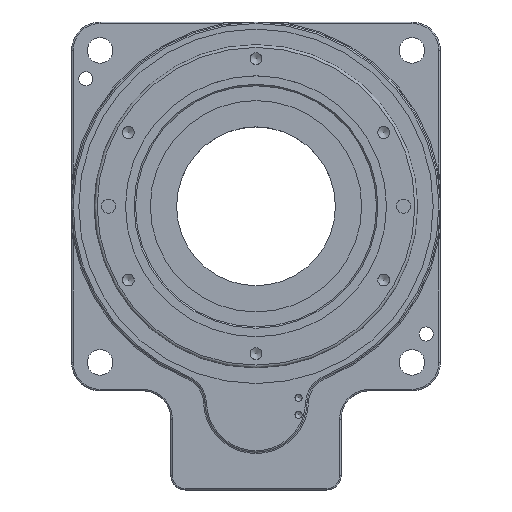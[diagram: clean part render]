
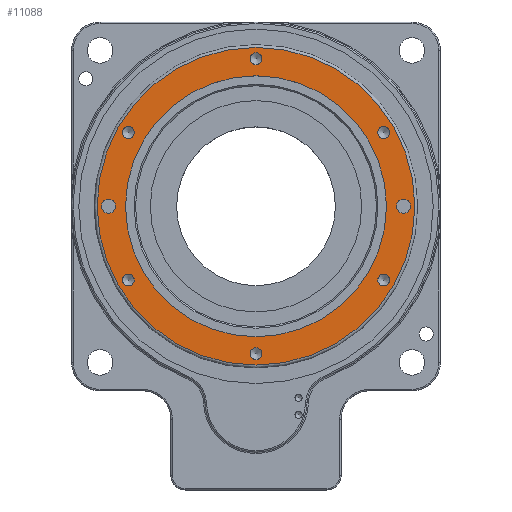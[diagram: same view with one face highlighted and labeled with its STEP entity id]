
A CAD part, top view. The second image highlights one B-rep face of the part: STEP entity #11088.
In plain terms, the highlighted planar face has unit normal (0, 0, 1).
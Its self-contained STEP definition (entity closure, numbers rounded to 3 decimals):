
#184=PLANE('',#11774);
#2657=ORIENTED_EDGE('',*,*,#4174,.T.);
#2658=ORIENTED_EDGE('',*,*,#4176,.T.);
#2659=ORIENTED_EDGE('',*,*,#4178,.T.);
#2660=ORIENTED_EDGE('',*,*,#4180,.T.);
#2661=ORIENTED_EDGE('',*,*,#4182,.T.);
#2662=ORIENTED_EDGE('',*,*,#4478,.T.);
#2663=ORIENTED_EDGE('',*,*,#4479,.T.);
#2664=ORIENTED_EDGE('',*,*,#4480,.T.);
#2665=ORIENTED_EDGE('',*,*,#4481,.T.);
#2666=ORIENTED_EDGE('',*,*,#4482,.T.);
#4174=EDGE_CURVE('',#5221,#5221,#5812,.T.);
#4176=EDGE_CURVE('',#5224,#5224,#5814,.T.);
#4178=EDGE_CURVE('',#5227,#5227,#5816,.T.);
#4180=EDGE_CURVE('',#5230,#5230,#5818,.T.);
#4182=EDGE_CURVE('',#5233,#5233,#5820,.T.);
#4478=EDGE_CURVE('',#5428,#5428,#5897,.T.);
#4479=EDGE_CURVE('',#5429,#5429,#5898,.T.);
#4480=EDGE_CURVE('',#5430,#5430,#5899,.T.);
#4481=EDGE_CURVE('',#5431,#5431,#5900,.F.);
#4482=EDGE_CURVE('',#5432,#5432,#5901,.T.);
#5221=VERTEX_POINT('',#15572);
#5224=VERTEX_POINT('',#15579);
#5227=VERTEX_POINT('',#15586);
#5230=VERTEX_POINT('',#15593);
#5233=VERTEX_POINT('',#15600);
#5428=VERTEX_POINT('',#17485);
#5429=VERTEX_POINT('',#17487);
#5430=VERTEX_POINT('',#17489);
#5431=VERTEX_POINT('',#17491);
#5432=VERTEX_POINT('',#17493);
#5812=CIRCLE('',#11558,2.1);
#5814=CIRCLE('',#11562,2.1);
#5816=CIRCLE('',#11566,2.1);
#5818=CIRCLE('',#11570,2.1);
#5820=CIRCLE('',#11574,2.1);
#5897=CIRCLE('',#11775,2.1);
#5898=CIRCLE('',#11776,2.5);
#5899=CIRCLE('',#11777,2.5);
#5900=CIRCLE('',#11778,56.);
#5901=CIRCLE('',#11779,46.);
#6282=EDGE_LOOP('',(#2657));
#6283=EDGE_LOOP('',(#2658));
#6284=EDGE_LOOP('',(#2659));
#6285=EDGE_LOOP('',(#2660));
#6286=EDGE_LOOP('',(#2661));
#6287=EDGE_LOOP('',(#2662));
#6288=EDGE_LOOP('',(#2663));
#6289=EDGE_LOOP('',(#2664));
#6290=EDGE_LOOP('',(#2665));
#6291=EDGE_LOOP('',(#2666));
#6946=FACE_BOUND('',#6282,.T.);
#6947=FACE_BOUND('',#6283,.T.);
#6948=FACE_BOUND('',#6284,.T.);
#6949=FACE_BOUND('',#6285,.T.);
#6950=FACE_BOUND('',#6286,.T.);
#6951=FACE_BOUND('',#6287,.T.);
#6952=FACE_BOUND('',#6288,.T.);
#6953=FACE_BOUND('',#6289,.T.);
#6954=FACE_BOUND('',#6290,.T.);
#6955=FACE_BOUND('',#6291,.T.);
#11088=ADVANCED_FACE('',(#6946,#6947,#6948,#6949,#6950,#6951,#6952,#6953,
#6954,#6955),#184,.F.);
#11558=AXIS2_PLACEMENT_3D('',#15571,#12546,#12547);
#11562=AXIS2_PLACEMENT_3D('',#15578,#12554,#12555);
#11566=AXIS2_PLACEMENT_3D('',#15585,#12562,#12563);
#11570=AXIS2_PLACEMENT_3D('',#15592,#12570,#12571);
#11574=AXIS2_PLACEMENT_3D('',#15599,#12578,#12579);
#11774=AXIS2_PLACEMENT_3D('',#17483,#13145,#13146);
#11775=AXIS2_PLACEMENT_3D('',#17484,#13147,#13148);
#11776=AXIS2_PLACEMENT_3D('',#17486,#13149,#13150);
#11777=AXIS2_PLACEMENT_3D('',#17488,#13151,#13152);
#11778=AXIS2_PLACEMENT_3D('',#17490,#13153,#13154);
#11779=AXIS2_PLACEMENT_3D('',#17492,#13155,#13156);
#12546=DIRECTION('',(0.,0.,-1.));
#12547=DIRECTION('',(-0.5,0.866,0.));
#12554=DIRECTION('',(0.,0.,-1.));
#12555=DIRECTION('',(0.5,0.866,0.));
#12562=DIRECTION('',(0.,0.,-1.));
#12563=DIRECTION('',(1.,0.,0.));
#12570=DIRECTION('',(0.,0.,-1.));
#12571=DIRECTION('',(0.5,-0.866,0.));
#12578=DIRECTION('',(0.,0.,-1.));
#12579=DIRECTION('',(-0.5,-0.866,0.));
#13145=DIRECTION('',(0.,0.,-1.));
#13146=DIRECTION('',(-1.,0.,0.));
#13147=DIRECTION('',(0.,0.,-1.));
#13148=DIRECTION('',(-1.,0.,0.));
#13149=DIRECTION('',(0.,0.,-1.));
#13150=DIRECTION('',(1.,0.,0.));
#13151=DIRECTION('',(0.,0.,-1.));
#13152=DIRECTION('',(1.,0.,0.));
#13153=DIRECTION('',(0.,0.,-1.));
#13154=DIRECTION('',(-1.,0.,0.));
#13155=DIRECTION('',(0.,0.,-1.));
#13156=DIRECTION('',(1.,0.,0.));
#15571=CARTESIAN_POINT('',(45.033,26.,37.));
#15572=CARTESIAN_POINT('',(43.983,27.819,37.));
#15578=CARTESIAN_POINT('',(45.033,-26.,37.));
#15579=CARTESIAN_POINT('',(46.083,-24.181,37.));
#15585=CARTESIAN_POINT('',(0.,-52.,37.));
#15586=CARTESIAN_POINT('',(2.1,-52.,37.));
#15592=CARTESIAN_POINT('',(-45.033,-26.,37.));
#15593=CARTESIAN_POINT('',(-43.983,-27.819,37.));
#15599=CARTESIAN_POINT('',(-45.033,26.,37.));
#15600=CARTESIAN_POINT('',(-46.083,24.181,37.));
#17483=CARTESIAN_POINT('',(0.,0.,37.));
#17484=CARTESIAN_POINT('',(0.,52.,37.));
#17485=CARTESIAN_POINT('',(-2.1,52.,37.));
#17486=CARTESIAN_POINT('',(52.,0.,37.));
#17487=CARTESIAN_POINT('',(54.5,0.,37.));
#17488=CARTESIAN_POINT('',(-52.,0.,37.));
#17489=CARTESIAN_POINT('',(-49.5,0.,37.));
#17490=CARTESIAN_POINT('',(0.,0.,37.));
#17491=CARTESIAN_POINT('',(-56.,0.,37.));
#17492=CARTESIAN_POINT('',(0.,0.,37.));
#17493=CARTESIAN_POINT('',(46.,0.,37.));
